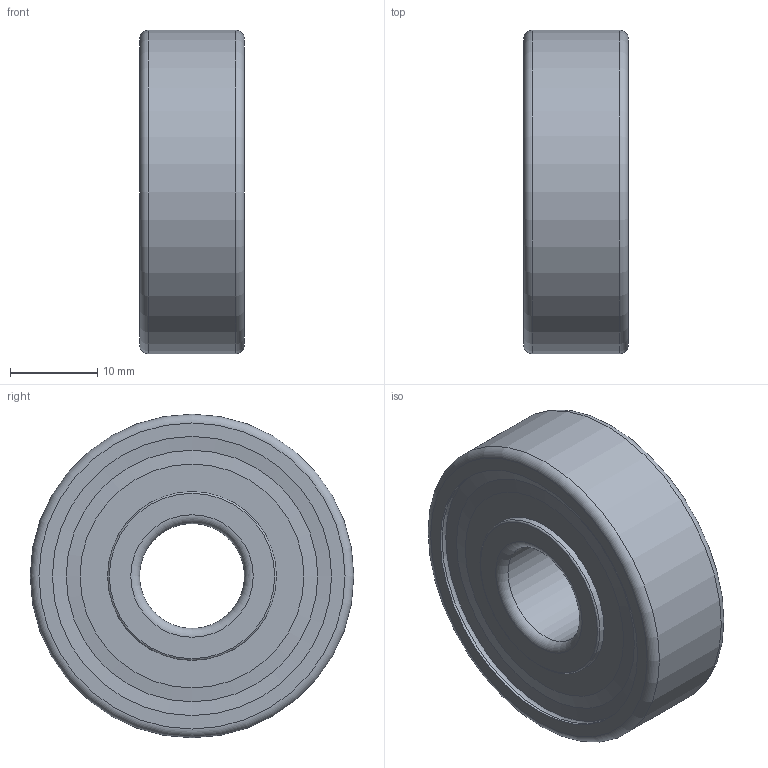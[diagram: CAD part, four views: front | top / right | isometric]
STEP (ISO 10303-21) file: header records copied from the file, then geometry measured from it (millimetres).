
FILE_DESCRIPTION( ( '' ), ' ' );
FILE_NAME( '5ed326c09a1f740f8e4cca1a.step', '2020-05-31T03:38:40', ( '' ), ( '' ), ' ', ' ', ' ' );
FILE_SCHEMA( ( 'AUTOMOTIVE_DESIGN { 1 0 10303 214 1 1 1 1 }' ) );
Length unit declared in the file: metre
Products named in the file (1): Bearing 6301-2Z
Bounding box: 12 x 37 x 37 mm (x, y, z)
Volume: 5811.2 mm3; surface area: 6843.8 mm2
Topology: 1 solids, 1 shells, 41 faces, 80 edges, 47 vertices
Faces by surface type: cylinder 13, cone 10, torus 10, plane 8
Full cylindrical faces by diameter (mm): 12 x1, 19.3 x4, 29.818 x2, 29.92 x1, 31.92 x4, 37 x1
Entity records: 1214 total; most frequent: DIRECTION 164, CARTESIAN_POINT 160, AXIS2_PLACEMENT_3D 82, EDGE_LOOP 82, ORIENTED_EDGE 82, FACE_OUTER_BOUND 64, VERTEX_POINT 44, STYLED_ITEM 41
